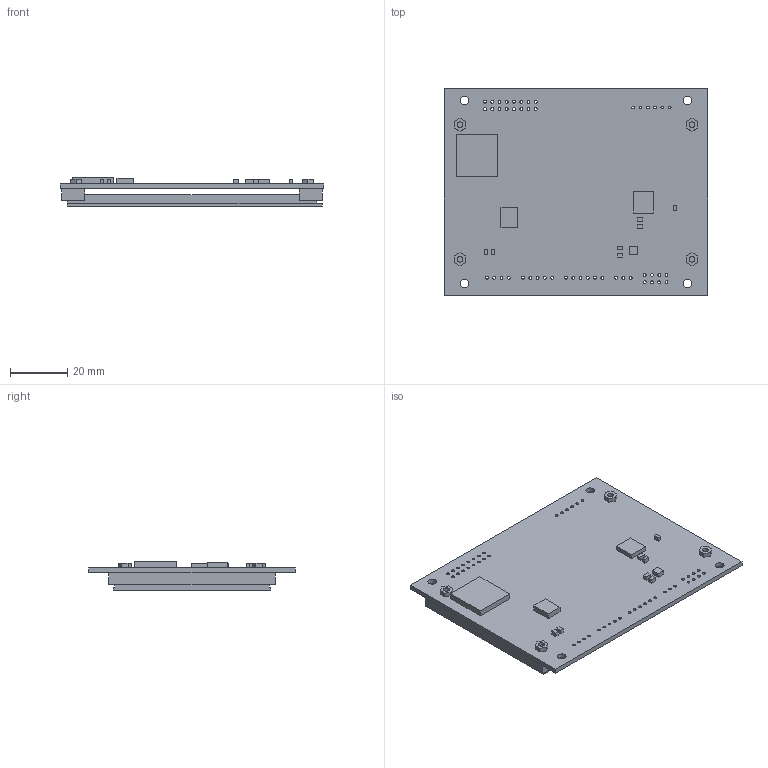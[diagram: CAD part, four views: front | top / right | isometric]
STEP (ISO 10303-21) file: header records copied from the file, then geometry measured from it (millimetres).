
FILE_DESCRIPTION(/* description */ (''),/* implementation_level */ '2;1');
FILE_NAME(/* name */ 'CapTouchDisplay v4.step',/* time_stamp */ '2023-07-18T21:52:16+01:00',/* author */ (''),/* organization */ (''),/* preprocessor_version */ 'ST-DEVELOPER v19.2',/* originating_system */ 'Autodesk Translation Framework v12.6.0.85',/* authorisation */ '');
FILE_SCHEMA (('AUTOMOTIVE_DESIGN { 1 0 10303 214 3 1 1 }'));
Length unit declared in the file: millimetre
Products named in the file (1): CapTouchDisplay
Bounding box: 92 x 72 x 9.8 mm (x, y, z)
Volume: 32868.6 mm3; surface area: 24751.5 mm2
Topology: 1 solids, 1 shells, 174 faces, 456 edges, 304 vertices
Faces by surface type: plane 118, cylinder 56
Full cylindrical faces by diameter (mm): 1 x48, 2 x4, 3 x4
Entity records: 5597 total; most frequent: CARTESIAN_POINT 935, DIRECTION 918, ORIENTED_EDGE 912, EDGE_CURVE 456, LINE 344, VECTOR 344, VERTEX_POINT 304, EDGE_LOOP 300
